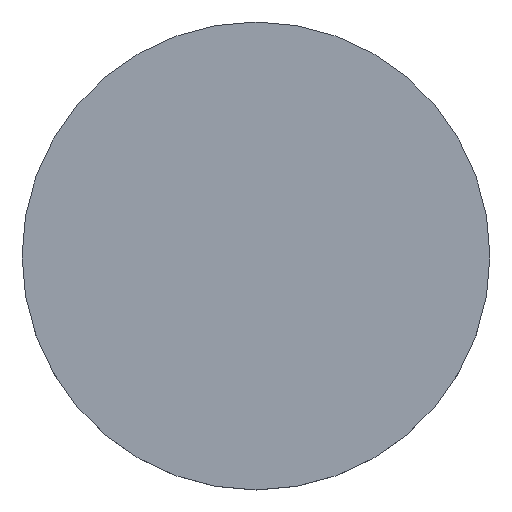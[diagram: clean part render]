
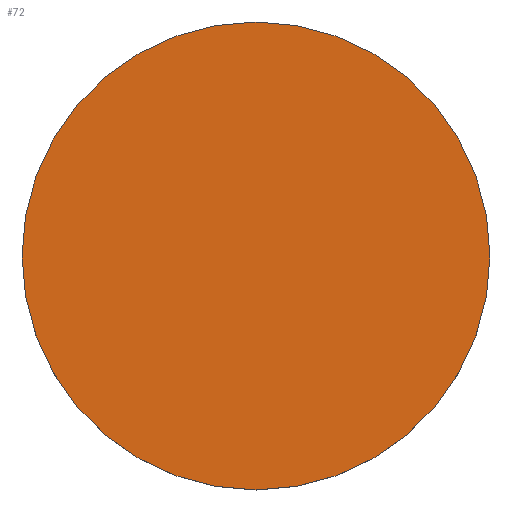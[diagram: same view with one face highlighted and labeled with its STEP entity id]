
A CAD part, top view. The second image highlights one B-rep face of the part: STEP entity #72.
In plain terms, the highlighted planar face has unit normal (0, 0, 1).
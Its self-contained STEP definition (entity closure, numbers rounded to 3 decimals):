
#72=ADVANCED_FACE('',(#78),#74,.T.);
#74=PLANE('',#117);
#78=FACE_OUTER_BOUND('',#82,.T.);
#82=EDGE_LOOP('',(#93,#94));
#93=ORIENTED_EDGE('',*,*,#104,.T.);
#94=ORIENTED_EDGE('',*,*,#102,.T.);
#97=VERTEX_POINT('',#145);
#98=VERTEX_POINT('',#147);
#102=EDGE_CURVE('',#98,#97,#107,.T.);
#104=EDGE_CURVE('',#97,#98,#108,.T.);
#107=CIRCLE('',#113,0.355);
#108=CIRCLE('',#115,0.355);
#113=AXIS2_PLACEMENT_3D('',#146,#127,#128);
#115=AXIS2_PLACEMENT_3D('',#150,#132,#133);
#117=AXIS2_PLACEMENT_3D('',#152,#136,#137);
#127=DIRECTION('',(0.,0.,1.));
#128=DIRECTION('',(0.,-1.,0.));
#132=DIRECTION('',(0.,0.,1.));
#133=DIRECTION('',(0.,1.,0.));
#136=DIRECTION('',(0.,0.,1.));
#137=DIRECTION('',(0.,1.,0.));
#145=CARTESIAN_POINT('',(0.,0.355,0.076));
#146=CARTESIAN_POINT('',(0.,0.,0.076));
#147=CARTESIAN_POINT('',(0.,-0.355,0.076));
#150=CARTESIAN_POINT('',(0.,0.,0.076));
#152=CARTESIAN_POINT('',(0.,0.,0.076));
